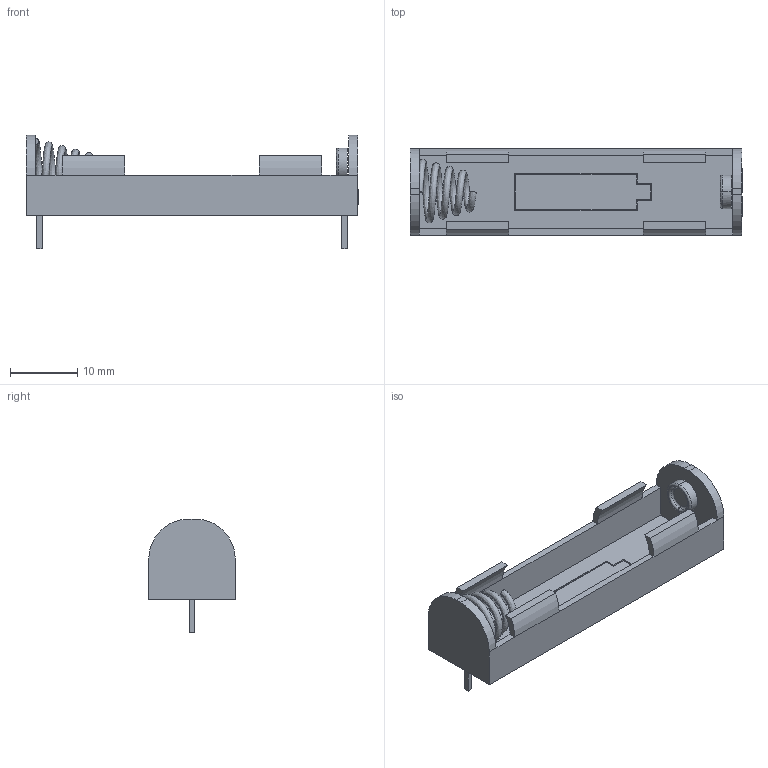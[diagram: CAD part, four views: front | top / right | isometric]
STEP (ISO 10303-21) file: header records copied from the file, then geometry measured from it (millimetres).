
FILE_DESCRIPTION (( 'STEP AP214' ), '1' );
FILE_NAME ('BH-AAA-A1AJ001.STEP', '2024-12-18T02:55:47', ( '' ), ( '' ), 'SwSTEP 2.0', 'SolidWorks 2022', '' );
FILE_SCHEMA (( 'AUTOMOTIVE_DESIGN' ));
Length unit declared in the file: millimetre
Products named in the file (3): BH-AAA-A1AJ001; SOLID^BAT-TH_BH-AAA-A1AJ001_U1_3D_PCB1_2024-12-18(2)_3D_PCB1_2024-12-18; BAT-TH_BH-AAA-A1AJ001^U1_3D_PCB1_2024-12-18(2)_3D_PCB1_2024-12-18
Assembly tree (2 placements, depth 3):
  BH-AAA-A1AJ001
    BAT-TH_BH-AAA-A1AJ001^U1_3D_PCB1_2024-12-18(2)_3D_PCB1_2024-12-18
      SOLID^BAT-TH_BH-AAA-A1AJ001_U1_3D_PCB1_2024-12-18(2)_3D_PCB1_2024-12-18
Bounding box: 49.51 x 12.9 x 17 mm (x, y, z)
Volume: 1665.5 mm3; surface area: 3535.6 mm2
Topology: 1 solids, 1 shells, 317 faces, 838 edges, 550 vertices
Faces by surface type: plane 193, bspline 100, cylinder 14, torus 10
Entity records: 12525 total; most frequent: CARTESIAN_POINT 5232, ORIENTED_EDGE 1676, DIRECTION 1138, EDGE_CURVE 838, LINE 576, VECTOR 576, VERTEX_POINT 550, EDGE_LOOP 344
